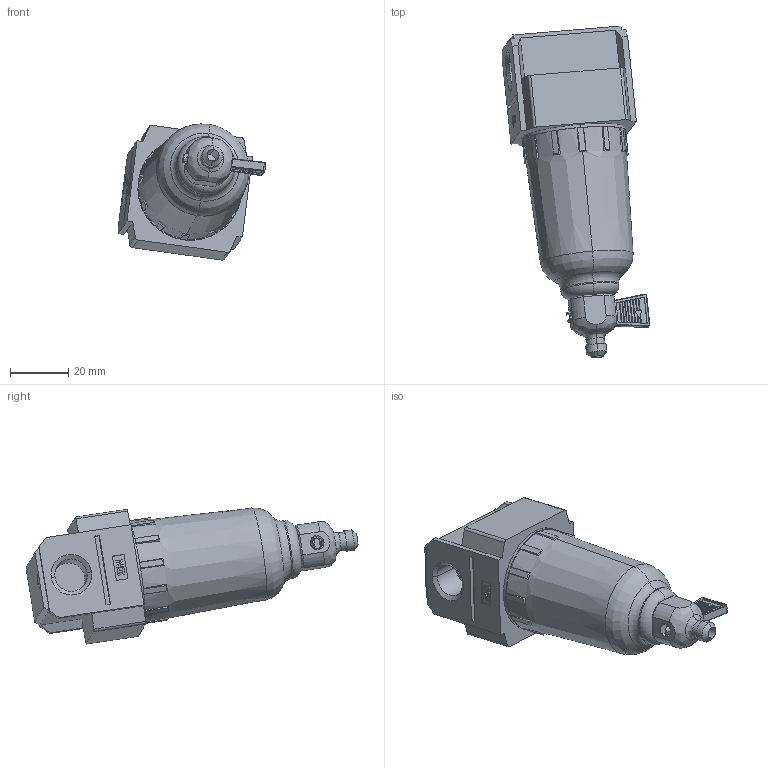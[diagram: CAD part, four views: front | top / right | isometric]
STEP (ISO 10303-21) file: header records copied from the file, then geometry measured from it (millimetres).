
FILE_DESCRIPTION (( 'STEP AP214' ), '1' );
FILE_NAME ('F20.STEP', '2021-11-18T03:26:29', ( 'User' ), ( '' ), 'SwSTEP 2.0', 'SolidWorks 2014', '' );
FILE_SCHEMA (( 'AUTOMOTIVE_DESIGN' ));
Length unit declared in the file: millimetre
Products named in the file (7): F5012; F20; F5010
Assembly tree (3 placements, depth 2):
  F5012
  F20
    F20
    F5010
    F5012
  F20
  F5010
Bounding box: 50.51 x 113.61 x 46.57 mm (x, y, z)
Volume: 88187.3 mm3; surface area: 16782.4 mm2
Topology: 3 solids, 3 shells, 427 faces, 1108 edges, 709 vertices
Faces by surface type: plane 298, cylinder 75, bspline 35, cone 13, torus 6
Entity records: 18659 total; most frequent: CARTESIAN_POINT 3553, ORIENTED_EDGE 2200, DIRECTION 2000, EDGE_CURVE 1100, VECTOR 792, LINE 792, VERTEX_POINT 709, AXIS2_PLACEMENT_3D 604
